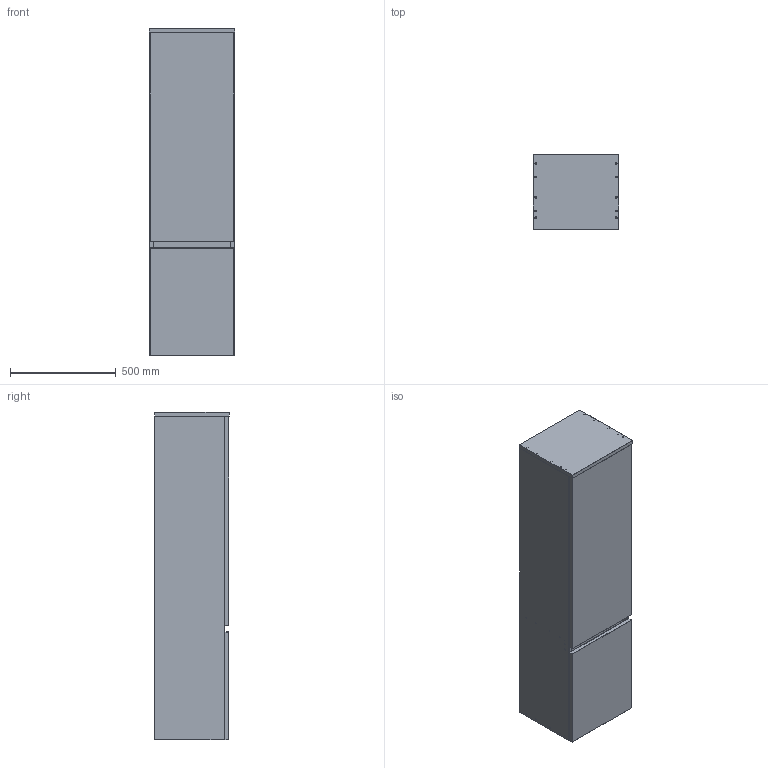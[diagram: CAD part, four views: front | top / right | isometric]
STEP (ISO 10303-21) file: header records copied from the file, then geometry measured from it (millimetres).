
FILE_DESCRIPTION((' '),'2;1');
FILE_NAME('B73000.stp','2022-05-16T09:56:34',(' '),(' '),' ','ACIS',' ');
FILE_SCHEMA(('CONFIG_CONTROL_DESIGN'));
Length unit declared in the file: millimetre
Products named in the file (13): B73000.stp; Körper1; Körper2; Körper3; Körper4; Körper5; Körper6; Körper7; Körper8; Körper9; Körper10; Körper11; Körper12
Assembly tree (12 placements, depth 2):
  B73000.stp
    Körper1
    Körper2
    Körper3
    Körper4
    Körper5
    Körper6
    Körper7
    Körper8
    Körper9
    Körper10
    Körper11
    Körper12
Bounding box: 404 x 353 x 1549 mm (x, y, z)
Volume: 48317553.2 mm3; surface area: 6331361.7 mm2
Topology: 12 solids, 12 shells, 439 faces, 848 edges, 570 vertices
Faces by surface type: plane 285, cylinder 154
Full cylindrical faces by diameter (mm): 3 x52, 5 x4, 8 x42, 8.01 x34, 10 x6, 14 x4, 35 x4
Entity records: 11990 total; most frequent: DIRECTION 1904, CARTESIAN_POINT 1656, ORIENTED_EDGE 1324, AXIS2_PLACEMENT_3D 778, EDGE_LOOP 730, EDGE_CURVE 662, VERTEX_POINT 530, FACE_OUTER_BOUND 439
